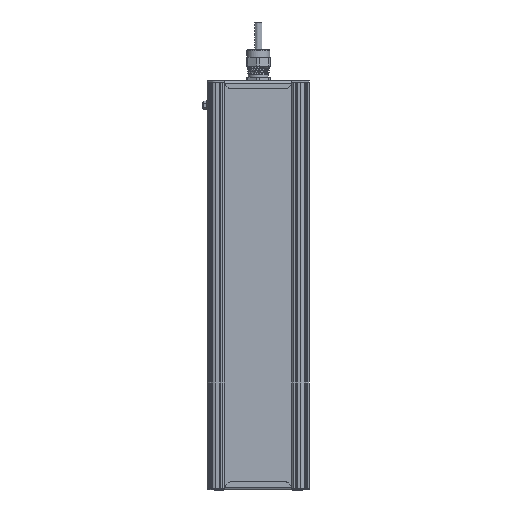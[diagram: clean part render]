
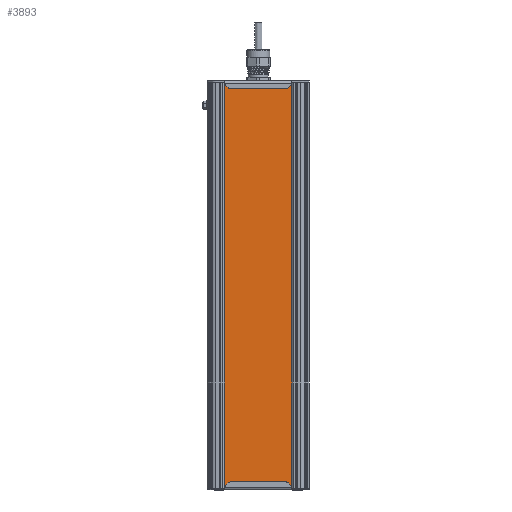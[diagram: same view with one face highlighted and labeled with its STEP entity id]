
A CAD part, front view. The second image highlights one B-rep face of the part: STEP entity #3893.
In plain terms, the highlighted face is planar.
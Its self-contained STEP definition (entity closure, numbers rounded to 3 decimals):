
#3893=ADVANCED_FACE('',(#10646),#10648,.T.);
#10646=FACE_BOUND('',#10647,.T.);
#10647=EDGE_LOOP('',(#38532,#38533,#38534,#38535));
#10648=PLANE('',#10649);
#10649=AXIS2_PLACEMENT_3D('',#10650,#10651,#10652);
#10650=CARTESIAN_POINT('',(120.465,593.492,117.308));
#10651=DIRECTION('',(0.,0.,-1.));
#10652=DIRECTION('',(0.,1.,0.));
#38532=ORIENTED_EDGE('',*,*,#44833,.T.);
#38533=ORIENTED_EDGE('',*,*,#44832,.T.);
#38534=ORIENTED_EDGE('',*,*,#44834,.F.);
#38535=ORIENTED_EDGE('',*,*,#44835,.F.);
#44832=EDGE_CURVE('',#49049,#49054,#49056,.T.);
#44833=EDGE_CURVE('',#49057,#49049,#49058,.T.);
#44834=EDGE_CURVE('',#49059,#49054,#49060,.T.);
#44835=EDGE_CURVE('',#49057,#49059,#49061,.T.);
#49049=VERTEX_POINT('',#60944);
#49054=VERTEX_POINT('',#60953);
#49056=LINE('',#60957,#60958);
#49057=VERTEX_POINT('',#60960);
#49058=LINE('',#60961,#60962);
#49059=VERTEX_POINT('',#60964);
#49060=LINE('',#60965,#60966);
#49061=LINE('',#60968,#60969);
#60944=CARTESIAN_POINT('',(120.465,679.838,117.308));
#60953=CARTESIAN_POINT('',(566.465,679.838,117.308));
#60957=CARTESIAN_POINT('',(120.465,679.838,117.308));
#60958=VECTOR('',#60959,1.);
#60959=DIRECTION('',(1.,0.,0.));
#60960=CARTESIAN_POINT('',(120.465,593.492,117.308));
#60961=CARTESIAN_POINT('',(120.465,593.492,117.308));
#60962=VECTOR('',#60963,1.);
#60963=DIRECTION('',(0.,1.,0.));
#60964=CARTESIAN_POINT('',(566.465,593.492,117.308));
#60965=CARTESIAN_POINT('',(566.465,593.492,117.308));
#60966=VECTOR('',#60967,1.);
#60967=DIRECTION('',(0.,1.,0.));
#60968=CARTESIAN_POINT('',(120.465,593.492,117.308));
#60969=VECTOR('',#60970,1.);
#60970=DIRECTION('',(1.,0.,0.));
